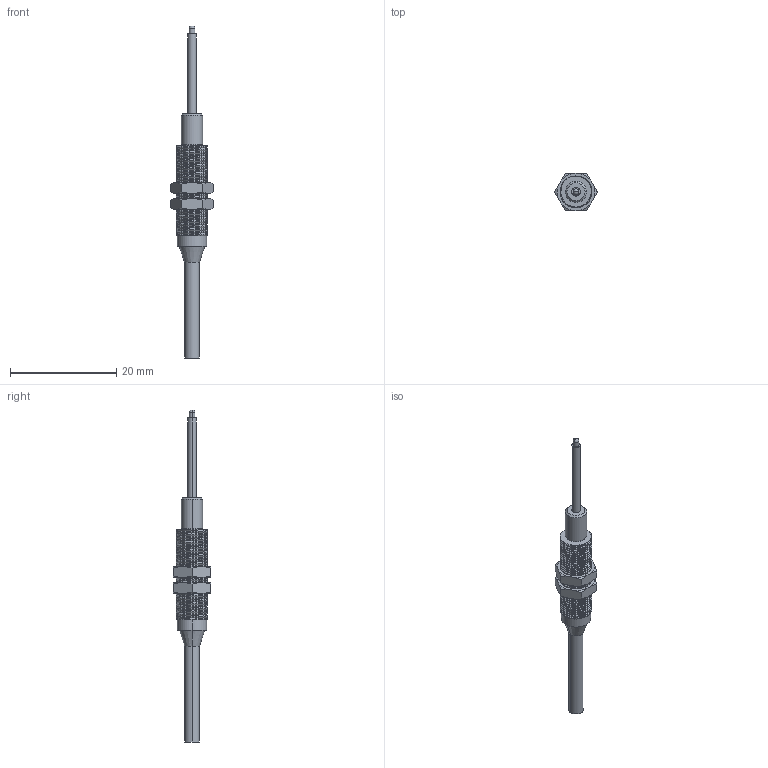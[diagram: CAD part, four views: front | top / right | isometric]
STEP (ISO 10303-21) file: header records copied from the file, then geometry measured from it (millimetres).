
FILE_DESCRIPTION (( 'STEP AP203' ), '1' );
FILE_NAME ('MR-T6N.STEP', '2016-07-25T08:26:21', ( '' ), ( '' ), 'SwSTEP 2.0', 'SolidWorks 2013', '' );
FILE_SCHEMA (( 'CONFIG_CONTROL_DESIGN' ));
Length unit declared in the file: millimetre
Products named in the file (1): MR-T6N
Bounding box: 8.08 x 7 x 62.5 mm (x, y, z)
Volume: 818.3 mm3; surface area: 1040.5 mm2
Topology: 3 solids, 3 shells, 145 faces, 388 edges, 255 vertices
Faces by surface type: cylinder 85, cone 32, plane 24, torus 2, bspline 2
Entity records: 7231 total; most frequent: CARTESIAN_POINT 3987, ORIENTED_EDGE 776, DIRECTION 552, EDGE_CURVE 388, VERTEX_POINT 255, AXIS2_PLACEMENT_3D 212, EDGE_LOOP 155, ADVANCED_FACE 145
